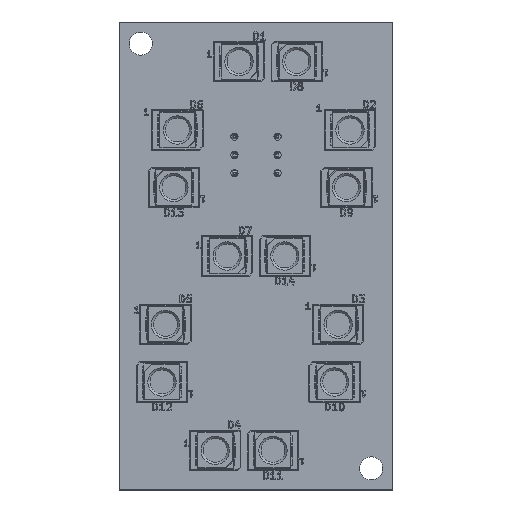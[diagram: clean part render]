
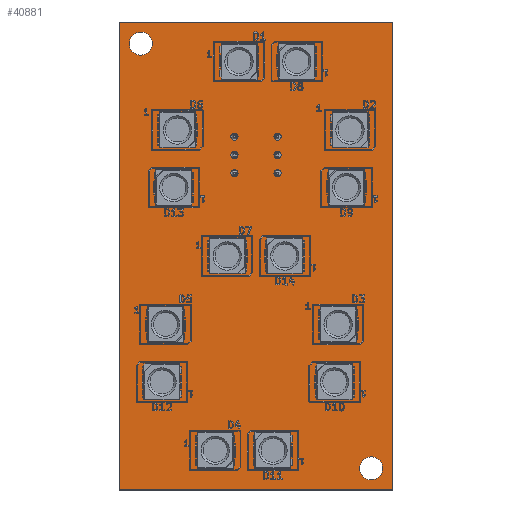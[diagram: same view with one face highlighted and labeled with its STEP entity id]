
A CAD part, top view. The second image highlights one B-rep face of the part: STEP entity #40881.
In plain terms, the highlighted planar face has unit normal (0, 0, 1).
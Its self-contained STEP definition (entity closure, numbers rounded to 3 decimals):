
#40681 = VERTEX_POINT('',#40682);
#40682 = CARTESIAN_POINT('',(81.,-142.,1.51));
#40688 = EDGE_CURVE('',#40681,#40689,#40691,.T.);
#40689 = VERTEX_POINT('',#40690);
#40690 = CARTESIAN_POINT('',(43.,-142.,1.51));
#40691 = LINE('',#40692,#40693);
#40692 = CARTESIAN_POINT('',(81.,-142.,1.51));
#40693 = VECTOR('',#40694,1.);
#40694 = DIRECTION('',(-1.,0.,0.));
#40721 = VERTEX_POINT('',#40722);
#40722 = CARTESIAN_POINT('',(81.,-77.,1.51));
#40728 = EDGE_CURVE('',#40721,#40681,#40729,.T.);
#40729 = LINE('',#40730,#40731);
#40730 = CARTESIAN_POINT('',(81.,-77.,1.51));
#40731 = VECTOR('',#40732,1.);
#40732 = DIRECTION('',(0.,-1.,0.));
#40750 = EDGE_CURVE('',#40689,#40751,#40753,.T.);
#40751 = VERTEX_POINT('',#40752);
#40752 = CARTESIAN_POINT('',(43.,-77.,1.51));
#40753 = LINE('',#40754,#40755);
#40754 = CARTESIAN_POINT('',(43.,-142.,1.51));
#40755 = VECTOR('',#40756,1.);
#40756 = DIRECTION('',(0.,1.,0.));
#40881 = ADVANCED_FACE('',(#40882,#40893,#40904,#40915,#40926,#40937,
    #40948,#40959,#40970),#40981,.T.);
#40882 = FACE_BOUND('',#40883,.T.);
#40883 = EDGE_LOOP('',(#40884,#40885,#40886,#40892));
#40884 = ORIENTED_EDGE('',*,*,#40688,.F.);
#40885 = ORIENTED_EDGE('',*,*,#40728,.F.);
#40886 = ORIENTED_EDGE('',*,*,#40887,.F.);
#40887 = EDGE_CURVE('',#40751,#40721,#40888,.T.);
#40888 = LINE('',#40889,#40890);
#40889 = CARTESIAN_POINT('',(43.,-77.,1.51));
#40890 = VECTOR('',#40891,1.);
#40891 = DIRECTION('',(1.,0.,0.));
#40892 = ORIENTED_EDGE('',*,*,#40750,.F.);
#40893 = FACE_BOUND('',#40894,.T.);
#40894 = EDGE_LOOP('',(#40895));
#40895 = ORIENTED_EDGE('',*,*,#40896,.T.);
#40896 = EDGE_CURVE('',#40897,#40897,#40899,.T.);
#40897 = VERTEX_POINT('',#40898);
#40898 = CARTESIAN_POINT('',(78.,-140.6,1.51));
#40899 = CIRCLE('',#40900,1.6);
#40900 = AXIS2_PLACEMENT_3D('',#40901,#40902,#40903);
#40901 = CARTESIAN_POINT('',(78.,-139.,1.51));
#40902 = DIRECTION('',(-0.,0.,-1.));
#40903 = DIRECTION('',(-0.,-1.,0.));
#40904 = FACE_BOUND('',#40905,.T.);
#40905 = EDGE_LOOP('',(#40906));
#40906 = ORIENTED_EDGE('',*,*,#40907,.T.);
#40907 = EDGE_CURVE('',#40908,#40908,#40910,.T.);
#40908 = VERTEX_POINT('',#40909);
#40909 = CARTESIAN_POINT('',(59.,-98.5,1.51));
#40910 = CIRCLE('',#40911,0.5);
#40911 = AXIS2_PLACEMENT_3D('',#40912,#40913,#40914);
#40912 = CARTESIAN_POINT('',(59.,-98.,1.51));
#40913 = DIRECTION('',(-0.,0.,-1.));
#40914 = DIRECTION('',(-0.,-1.,0.));
#40915 = FACE_BOUND('',#40916,.T.);
#40916 = EDGE_LOOP('',(#40917));
#40917 = ORIENTED_EDGE('',*,*,#40918,.T.);
#40918 = EDGE_CURVE('',#40919,#40919,#40921,.T.);
#40919 = VERTEX_POINT('',#40920);
#40920 = CARTESIAN_POINT('',(59.,-95.96,1.51));
#40921 = CIRCLE('',#40922,0.5);
#40922 = AXIS2_PLACEMENT_3D('',#40923,#40924,#40925);
#40923 = CARTESIAN_POINT('',(59.,-95.46,1.51));
#40924 = DIRECTION('',(-0.,0.,-1.));
#40925 = DIRECTION('',(-0.,-1.,0.));
#40926 = FACE_BOUND('',#40927,.T.);
#40927 = EDGE_LOOP('',(#40928));
#40928 = ORIENTED_EDGE('',*,*,#40929,.T.);
#40929 = EDGE_CURVE('',#40930,#40930,#40932,.T.);
#40930 = VERTEX_POINT('',#40931);
#40931 = CARTESIAN_POINT('',(46.,-81.6,1.51));
#40932 = CIRCLE('',#40933,1.6);
#40933 = AXIS2_PLACEMENT_3D('',#40934,#40935,#40936);
#40934 = CARTESIAN_POINT('',(46.,-80.,1.51));
#40935 = DIRECTION('',(-0.,0.,-1.));
#40936 = DIRECTION('',(-0.,-1.,0.));
#40937 = FACE_BOUND('',#40938,.T.);
#40938 = EDGE_LOOP('',(#40939));
#40939 = ORIENTED_EDGE('',*,*,#40940,.T.);
#40940 = EDGE_CURVE('',#40941,#40941,#40943,.T.);
#40941 = VERTEX_POINT('',#40942);
#40942 = CARTESIAN_POINT('',(59.,-93.42,1.51));
#40943 = CIRCLE('',#40944,0.5);
#40944 = AXIS2_PLACEMENT_3D('',#40945,#40946,#40947);
#40945 = CARTESIAN_POINT('',(59.,-92.92,1.51));
#40946 = DIRECTION('',(-0.,0.,-1.));
#40947 = DIRECTION('',(-0.,-1.,0.));
#40948 = FACE_BOUND('',#40949,.T.);
#40949 = EDGE_LOOP('',(#40950));
#40950 = ORIENTED_EDGE('',*,*,#40951,.T.);
#40951 = EDGE_CURVE('',#40952,#40952,#40954,.T.);
#40952 = VERTEX_POINT('',#40953);
#40953 = CARTESIAN_POINT('',(65.,-98.5,1.51));
#40954 = CIRCLE('',#40955,0.5);
#40955 = AXIS2_PLACEMENT_3D('',#40956,#40957,#40958);
#40956 = CARTESIAN_POINT('',(65.,-98.,1.51));
#40957 = DIRECTION('',(-0.,0.,-1.));
#40958 = DIRECTION('',(-0.,-1.,0.));
#40959 = FACE_BOUND('',#40960,.T.);
#40960 = EDGE_LOOP('',(#40961));
#40961 = ORIENTED_EDGE('',*,*,#40962,.T.);
#40962 = EDGE_CURVE('',#40963,#40963,#40965,.T.);
#40963 = VERTEX_POINT('',#40964);
#40964 = CARTESIAN_POINT('',(65.,-95.96,1.51));
#40965 = CIRCLE('',#40966,0.5);
#40966 = AXIS2_PLACEMENT_3D('',#40967,#40968,#40969);
#40967 = CARTESIAN_POINT('',(65.,-95.46,1.51));
#40968 = DIRECTION('',(-0.,0.,-1.));
#40969 = DIRECTION('',(-0.,-1.,0.));
#40970 = FACE_BOUND('',#40971,.T.);
#40971 = EDGE_LOOP('',(#40972));
#40972 = ORIENTED_EDGE('',*,*,#40973,.T.);
#40973 = EDGE_CURVE('',#40974,#40974,#40976,.T.);
#40974 = VERTEX_POINT('',#40975);
#40975 = CARTESIAN_POINT('',(65.,-93.42,1.51));
#40976 = CIRCLE('',#40977,0.5);
#40977 = AXIS2_PLACEMENT_3D('',#40978,#40979,#40980);
#40978 = CARTESIAN_POINT('',(65.,-92.92,1.51));
#40979 = DIRECTION('',(-0.,0.,-1.));
#40980 = DIRECTION('',(-0.,-1.,0.));
#40981 = PLANE('',#40982);
#40982 = AXIS2_PLACEMENT_3D('',#40983,#40984,#40985);
#40983 = CARTESIAN_POINT('',(0.,0.,1.51));
#40984 = DIRECTION('',(0.,0.,1.));
#40985 = DIRECTION('',(1.,0.,-0.));
